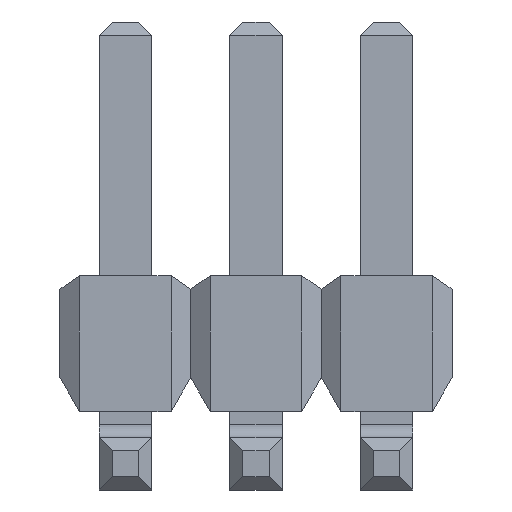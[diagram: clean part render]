
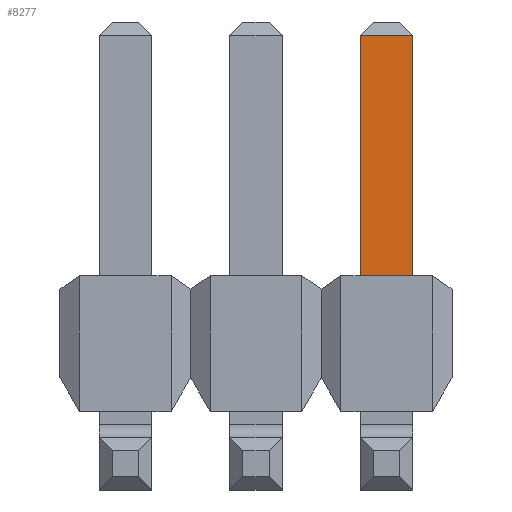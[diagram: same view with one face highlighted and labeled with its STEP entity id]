
A CAD part, front view. The second image highlights one B-rep face of the part: STEP entity #8277.
In plain terms, the highlighted planar face has unit normal (0, -1, 0).
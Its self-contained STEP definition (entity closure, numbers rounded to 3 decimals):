
#8092=CARTESIAN_POINT('',(1.524,-1.156,4.42));
#8091=VERTEX_POINT('',#8092);
#8094=CARTESIAN_POINT('',(1.016,-1.156,4.42));
#8093=VERTEX_POINT('',#8094);
#8090=EDGE_CURVE('',#8091,#8093,#8095,.T.);
#8095=LINE('',#8092,#8097);
#8097=VECTOR('',#8098,0.508);
#8098=DIRECTION('',(-1.0,0.0,0.0));
#8277=ADVANCED_FACE('',(#8283),#8278,.T.);
#8278=PLANE('',#8279);
#8279=AXIS2_PLACEMENT_3D('',#8280,#8281,#8282);
#8280=CARTESIAN_POINT('',(1.016,-1.156,2.083));
#8281=DIRECTION('',(0.0,-1.0,0.0));
#8282=DIRECTION('',(0.,0.,1.));
#8283=FACE_OUTER_BOUND('',#8284,.T.);
#8284=EDGE_LOOP('',(#8285,#8295,#8305,#8315));
#8288=CARTESIAN_POINT('',(1.524,-1.156,2.083));
#8287=VERTEX_POINT('',#8288);
#8290=CARTESIAN_POINT('',(1.016,-1.156,2.083));
#8289=VERTEX_POINT('',#8290);
#8286=EDGE_CURVE('',#8287,#8289,#8291,.T.);
#8291=LINE('',#8288,#8293);
#8293=VECTOR('',#8294,0.508);
#8294=DIRECTION('',(-1.0,0.0,0.0));
#8285=ORIENTED_EDGE('',*,*,#8286,.F.);
#8296=EDGE_CURVE('',#8091,#8287,#8301,.T.);
#8301=LINE('',#8092,#8303);
#8303=VECTOR('',#8304,2.337);
#8304=DIRECTION('',(0.0,0.0,-1.0));
#8295=ORIENTED_EDGE('',*,*,#8296,.F.);
#8305=ORIENTED_EDGE('',*,*,#8090,.T.);
#8316=EDGE_CURVE('',#8289,#8093,#8321,.T.);
#8321=LINE('',#8290,#8323);
#8323=VECTOR('',#8324,2.337);
#8324=DIRECTION('',(0.0,0.0,1.0));
#8315=ORIENTED_EDGE('',*,*,#8316,.F.);
